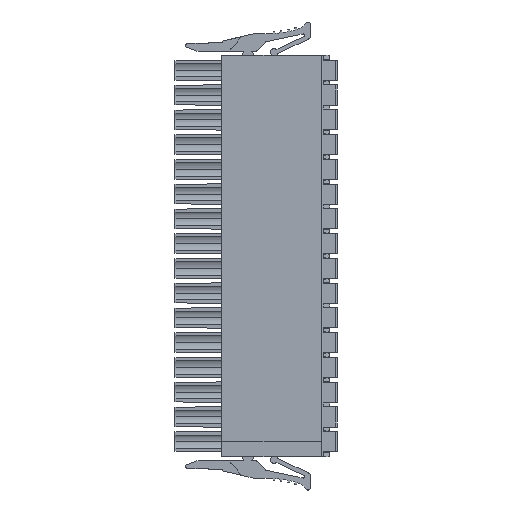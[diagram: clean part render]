
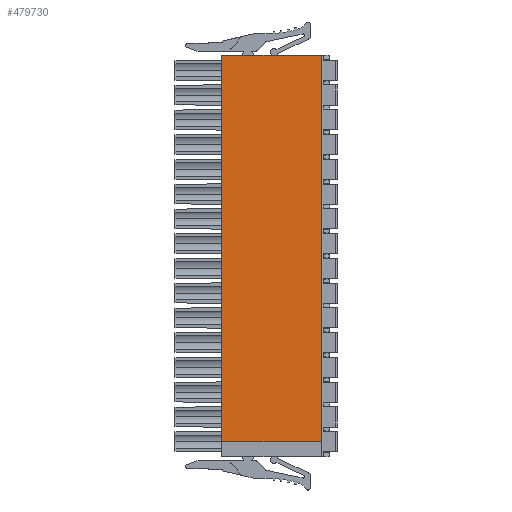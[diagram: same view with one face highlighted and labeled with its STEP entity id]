
A CAD part, front view. The second image highlights one B-rep face of the part: STEP entity #479730.
In plain terms, the highlighted planar face has unit normal (0, -1, 0).
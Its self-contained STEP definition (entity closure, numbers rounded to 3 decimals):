
#10710=CARTESIAN_POINT('',(33.872,39.887,
-63.125));
#10720=VERTEX_POINT('',#10710);
#10750=CARTESIAN_POINT('',(33.872,39.887,
-59.625));
#10760=DIRECTION('',(0.,0.,-1.));
#10770=VECTOR('',#10760,1.);
#10780=LINE('',#10750,#10770);
#10790=CARTESIAN_POINT('',(33.872,39.887,
-8.5));
#10800=VERTEX_POINT('',#10790);
#10810=EDGE_CURVE('',#10800,#10720,#10780,.T.);
#84390=CARTESIAN_POINT('',(0.,39.887,-8.5));
#84400=DIRECTION('',(-1.,0.,0.));
#84410=VECTOR('',#84400,1.);
#84420=LINE('',#84390,#84410);
#84430=CARTESIAN_POINT('',(19.772,39.887,
-8.5));
#84440=VERTEX_POINT('',#84430);
#84450=EDGE_CURVE('',#10800,#84440,#84420,.T.);
#397730=CARTESIAN_POINT('',(19.772,39.887,
-63.125));
#397740=VERTEX_POINT('',#397730);
#397790=CARTESIAN_POINT('',(0.,39.887,-63.125));
#397800=DIRECTION('',(-1.,0.,0.));
#397810=VECTOR('',#397800,1.);
#397820=LINE('',#397790,#397810);
#397830=EDGE_CURVE('',#10720,#397740,#397820,.T.);
#479570=CARTESIAN_POINT('',(19.772,39.887,
-56.125));
#479580=DIRECTION('',(0.,-1.,0.));
#479590=DIRECTION('',(-1.,0.,0.));
#479600=AXIS2_PLACEMENT_3D('',#479570,#479580,#479590);
#479610=PLANE('',#479600);
#479620=ORIENTED_EDGE('',*,*,#84450,.T.);
#479630=ORIENTED_EDGE('',*,*,#10810,.F.);
#479640=ORIENTED_EDGE('',*,*,#397830,.F.);
#479650=CARTESIAN_POINT('',(19.772,39.887,-45.5));
#479660=DIRECTION('',(0.,0.,-1.));
#479670=VECTOR('',#479660,1.);
#479680=LINE('',#479650,#479670);
#479690=EDGE_CURVE('',#84440,#397740,#479680,.T.);
#479700=ORIENTED_EDGE('',*,*,#479690,.T.);
#479710=EDGE_LOOP('',(#479700,#479640,#479630,#479620));
#479720=FACE_OUTER_BOUND('',#479710,.T.);
#479730=ADVANCED_FACE('',(#479720),#479610,.T.);
